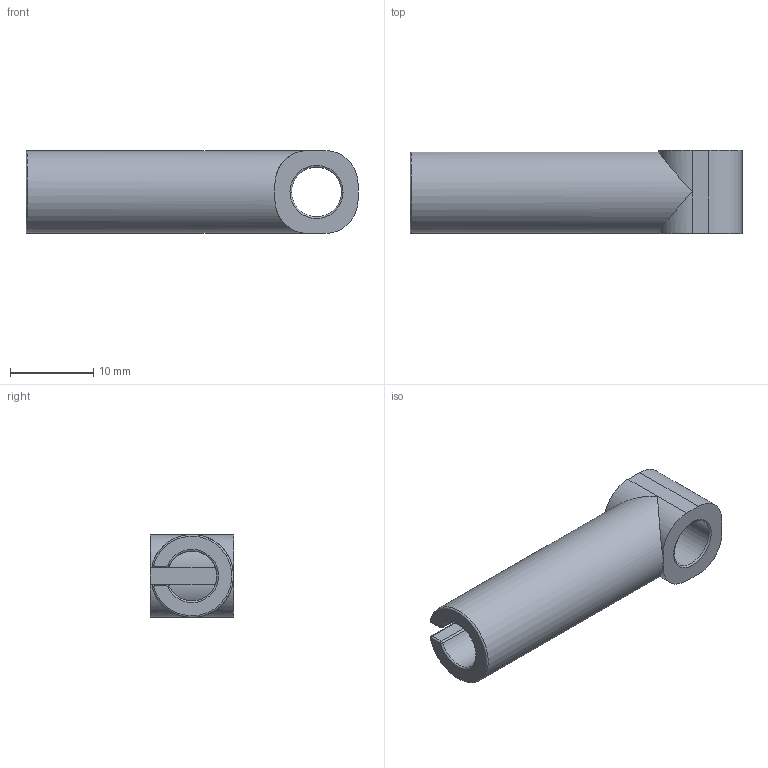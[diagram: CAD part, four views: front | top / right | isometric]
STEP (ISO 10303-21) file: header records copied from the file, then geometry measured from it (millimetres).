
FILE_DESCRIPTION(('CATIA V5 STEP Exchange'),'2;1');
FILE_NAME('Glissiere.stp','2019-06-18T07:40:01+00:00',('none'),('none'),'CATIA Version 5-6 Release 2015 SP4 HF8','CATIA V5 STEP AP203','none');
FILE_SCHEMA(('CONFIG_CONTROL_DESIGN'));
Length unit declared in the file: millimetre
Products named in the file (1): Glissiere
Bounding box: 40 x 10 x 10 mm (x, y, z)
Volume: 1995.8 mm3; surface area: 2152.2 mm2
Topology: 1 solids, 1 shells, 39 faces, 96 edges, 59 vertices
Faces by surface type: cylinder 18, plane 11, torus 6, revolution 4
Entity records: 1218 total; most frequent: CARTESIAN_POINT 298, ORIENTED_EDGE 192, DIRECTION 150, EDGE_CURVE 96, AXIS2_PLACEMENT_3D 74, VERTEX_POINT 59, VECTOR 43, CIRCLE 43
